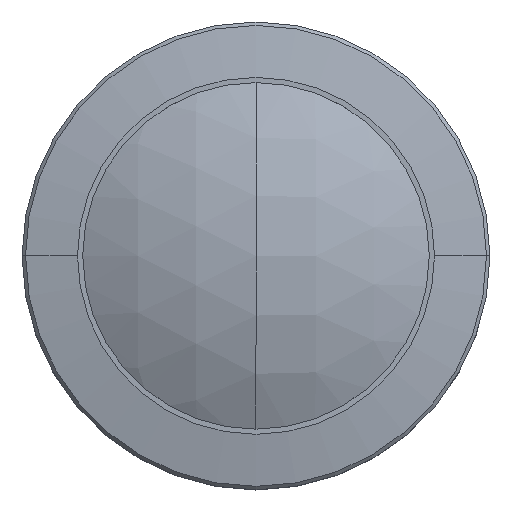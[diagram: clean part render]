
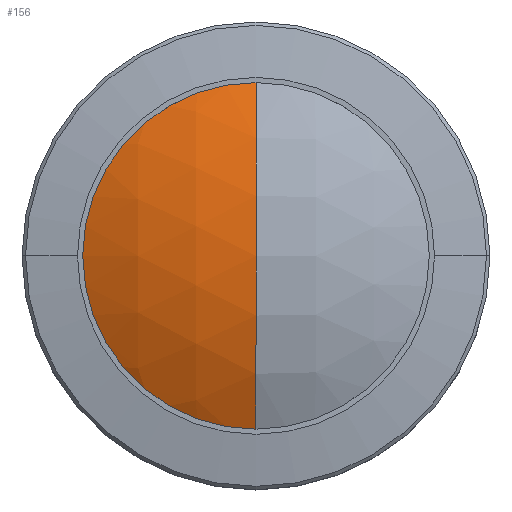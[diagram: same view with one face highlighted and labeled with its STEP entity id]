
A CAD part, top view. The second image highlights one B-rep face of the part: STEP entity #156.
In plain terms, the highlighted spherical face has radius 22 mm.
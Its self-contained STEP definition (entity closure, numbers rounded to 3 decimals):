
#6 = CARTESIAN_POINT ( 'NONE',  ( 0., 0., 27.015 ) ) ;
#25 = CIRCLE ( 'NONE', #1250, 10. ) ;
#84 = ORIENTED_EDGE ( 'NONE', *, *, #311, .T. ) ;
#156 = ADVANCED_FACE ( 'NONE', ( #1378 ), #1505, .T. ) ;
#161 = AXIS2_PLACEMENT_3D ( 'NONE', #1647, #707, #1398 ) ;
#187 = AXIS2_PLACEMENT_3D ( 'NONE', #1261, #699, #564 ) ;
#216 = EDGE_LOOP ( 'NONE', ( #84, #268, #458, #1526 ) ) ;
#245 = EDGE_CURVE ( 'NONE', #1069, #804, #25, .T. ) ;
#268 = ORIENTED_EDGE ( 'NONE', *, *, #574, .T. ) ;
#271 = EDGE_CURVE ( 'NONE', #1069, #1320, #1561, .T. ) ;
#311 = EDGE_CURVE ( 'NONE', #804, #1275, #1455, .T. ) ;
#361 = CARTESIAN_POINT ( 'NONE',  ( 0., 0., 27.015 ) ) ;
#443 = AXIS2_PLACEMENT_3D ( 'NONE', #361, #1414, #1569 ) ;
#458 = ORIENTED_EDGE ( 'NONE', *, *, #271, .F. ) ;
#533 = CARTESIAN_POINT ( 'NONE',  ( 0., -10., 27.015 ) ) ;
#564 = DIRECTION ( 'NONE',  ( 0., -1., 0. ) ) ;
#574 = EDGE_CURVE ( 'NONE', #1275, #1320, #691, .T. ) ;
#639 = DIRECTION ( 'NONE',  ( 0., 0., 1. ) ) ;
#691 = CIRCLE ( 'NONE', #187, 22. ) ;
#699 = DIRECTION ( 'NONE',  ( -1., 0., 0. ) ) ;
#707 = DIRECTION ( 'NONE',  ( -1., 0., 0. ) ) ;
#741 = CARTESIAN_POINT ( 'NONE',  ( 0., 0., 29.419 ) ) ;
#804 = VERTEX_POINT ( 'NONE', #1521 ) ;
#875 = DIRECTION ( 'NONE',  ( 0., 0., -1. ) ) ;
#1023 = DIRECTION ( 'NONE',  ( 1., 0., 0. ) ) ;
#1069 = VERTEX_POINT ( 'NONE', #1382 ) ;
#1250 = AXIS2_PLACEMENT_3D ( 'NONE', #6, #639, #1556 ) ;
#1261 = CARTESIAN_POINT ( 'NONE',  ( 0., 0., 7.419 ) ) ;
#1275 = VERTEX_POINT ( 'NONE', #533 ) ;
#1320 = VERTEX_POINT ( 'NONE', #741 ) ;
#1366 = AXIS2_PLACEMENT_3D ( 'NONE', #1688, #1023, #875 ) ;
#1378 = FACE_OUTER_BOUND ( 'NONE', #216, .T. ) ;
#1382 = CARTESIAN_POINT ( 'NONE',  ( 0., 10., 27.015 ) ) ;
#1398 = DIRECTION ( 'NONE',  ( 0., 1., 0. ) ) ;
#1414 = DIRECTION ( 'NONE',  ( 0., 0., 1. ) ) ;
#1455 = CIRCLE ( 'NONE', #443, 10. ) ;
#1505 = SPHERICAL_SURFACE ( 'NONE', #161, 22. ) ;
#1521 = CARTESIAN_POINT ( 'NONE',  ( -10., 0., 27.015 ) ) ;
#1526 = ORIENTED_EDGE ( 'NONE', *, *, #245, .T. ) ;
#1556 = DIRECTION ( 'NONE',  ( 1., 0., 0. ) ) ;
#1561 = CIRCLE ( 'NONE', #1366, 22. ) ;
#1569 = DIRECTION ( 'NONE',  ( 1., 0., 0. ) ) ;
#1647 = CARTESIAN_POINT ( 'NONE',  ( 0., 0., 7.419 ) ) ;
#1688 = CARTESIAN_POINT ( 'NONE',  ( 0., 0., 7.419 ) ) ;
